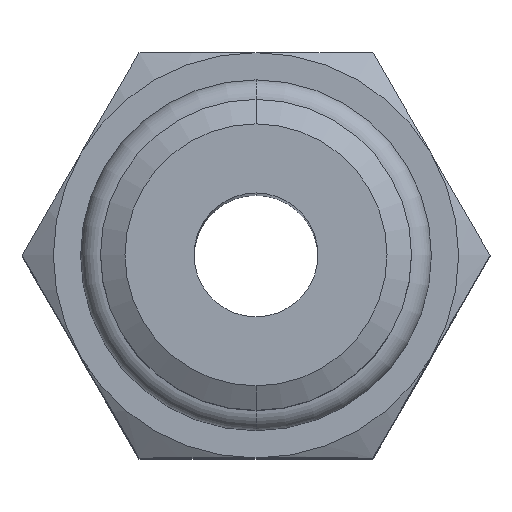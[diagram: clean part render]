
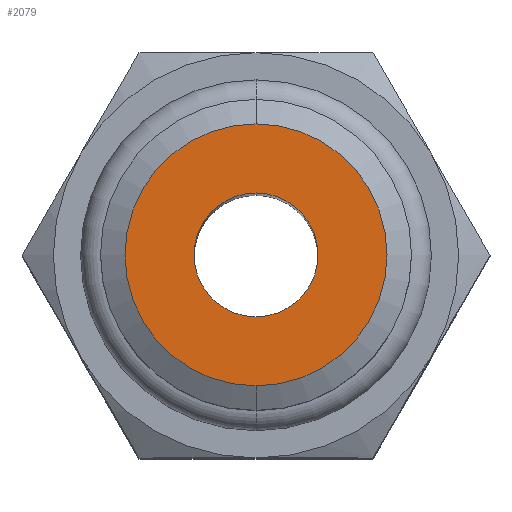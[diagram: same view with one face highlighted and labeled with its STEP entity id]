
A CAD part, top view. The second image highlights one B-rep face of the part: STEP entity #2079.
In plain terms, the highlighted planar face has unit normal (0, 0, 1).
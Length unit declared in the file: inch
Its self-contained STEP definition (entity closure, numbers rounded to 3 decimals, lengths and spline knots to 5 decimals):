
#766=CARTESIAN_POINT('',(0.,0.,0.5225));
#767=DIRECTION('',(0.,0.,1.));
#768=DIRECTION('',(0.,1.,0.));
#769=AXIS2_PLACEMENT_3D('',#766,#767,#768);
#774=CARTESIAN_POINT('',(0.,0.,0.5225));
#775=DIRECTION('',(0.,0.,-1.));
#776=DIRECTION('',(0.,1.,0.));
#777=AXIS2_PLACEMENT_3D('',#774,#775,#776);
#782=CARTESIAN_POINT('',(0.,0.,0.5225));
#783=DIRECTION('',(0.,0.,-1.));
#784=DIRECTION('',(0.,1.,0.));
#785=AXIS2_PLACEMENT_3D('',#782,#783,#784);
#790=CARTESIAN_POINT('',(0.,0.,0.5225));
#791=DIRECTION('',(0.,0.,-1.));
#792=DIRECTION('',(0.,-1.,0.));
#793=AXIS2_PLACEMENT_3D('',#790,#791,#792);
#1428=CARTESIAN_POINT('',(0.,0.182,0.5225));
#1429=VERTEX_POINT('',#1428);
#1436=CARTESIAN_POINT('',(0.,-0.182,0.5225));
#1437=VERTEX_POINT('',#1436);
#1454=CARTESIAN_POINT('',(0.,0.086,0.5225));
#1455=CARTESIAN_POINT('',(0.,-0.086,0.5225));
#1456=VERTEX_POINT('',#1454);
#1457=VERTEX_POINT('',#1455);
#2064=CARTESIAN_POINT('',(0.,0.,0.5225));
#2065=DIRECTION('',(0.,0.,-1.));
#2066=DIRECTION('',(0.,-1.,0.));
#2067=AXIS2_PLACEMENT_3D('',#2064,#2065,#2066);
#2068=PLANE('',#2067);
#2070=ORIENTED_EDGE('',*,*,#2069,.F.);
#2072=ORIENTED_EDGE('',*,*,#2071,.T.);
#2073=EDGE_LOOP('',(#2070,#2072));
#2074=FACE_OUTER_BOUND('',#2073,.F.);
#2075=ORIENTED_EDGE('',*,*,#2044,.F.);
#2076=ORIENTED_EDGE('',*,*,#2058,.F.);
#2077=EDGE_LOOP('',(#2075,#2076));
#2078=FACE_BOUND('',#2077,.F.);
#770=CIRCLE('',#769,0.182);
#778=CIRCLE('',#777,0.182);
#786=CIRCLE('',#785,0.086);
#794=CIRCLE('',#793,0.086);
#2044=EDGE_CURVE('',#1456,#1457,#786,.T.);
#2058=EDGE_CURVE('',#1457,#1456,#794,.T.);
#2069=EDGE_CURVE('',#1429,#1437,#770,.T.);
#2071=EDGE_CURVE('',#1429,#1437,#778,.T.);
#2079=ADVANCED_FACE('',(#2074,#2078),#2068,.F.);
